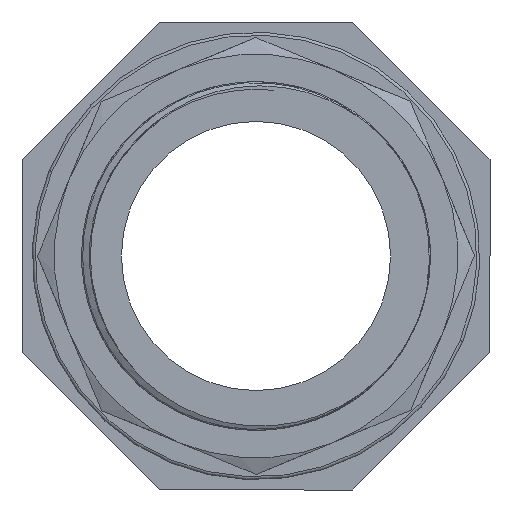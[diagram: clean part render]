
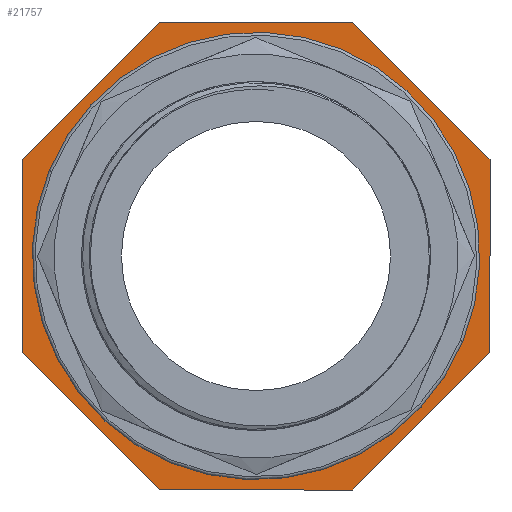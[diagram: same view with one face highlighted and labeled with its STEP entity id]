
A CAD part, left-side view. The second image highlights one B-rep face of the part: STEP entity #21757.
In plain terms, the highlighted planar face has unit normal (-1, 0, 0).
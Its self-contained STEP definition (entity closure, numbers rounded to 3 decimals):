
#689 = CARTESIAN_POINT ( 'NONE',  ( 54.5, 0., 29.807 ) ) ;
#690 = CARTESIAN_POINT ( 'NONE',  ( 54.5, 0., -29.807 ) ) ;
#714 = CARTESIAN_POINT ( 'NONE',  ( 54.5, -40., 16.569 ) ) ;
#757 = CARTESIAN_POINT ( 'NONE',  ( 54.5, -16.569, -40. ) ) ;
#758 = CARTESIAN_POINT ( 'NONE',  ( 54.5, -16.569, 40. ) ) ;
#767 = CARTESIAN_POINT ( 'NONE',  ( 54.5, -40., -16.569 ) ) ;
#768 = CARTESIAN_POINT ( 'NONE',  ( 54.5, 16.569, 40. ) ) ;
#775 = CARTESIAN_POINT ( 'NONE',  ( 54.5, 40., 16.569 ) ) ;
#777 = CARTESIAN_POINT ( 'NONE',  ( 54.5, 40., -16.569 ) ) ;
#781 = CARTESIAN_POINT ( 'NONE',  ( 54.5, 16.569, -40. ) ) ;
#9834 = CARTESIAN_POINT ( 'NONE',  ( 54.5, 0., 0. ) ) ;
#9835 = DIRECTION ( 'NONE',  ( 1., 0., 0. ) ) ;
#9836 = DIRECTION ( 'NONE',  ( 0., 0., -1. ) ) ;
#12373 = CARTESIAN_POINT ( 'NONE',  ( 54.5, 0., 0. ) ) ;
#12374 = DIRECTION ( 'NONE',  ( 1., 0., 0. ) ) ;
#12375 = DIRECTION ( 'NONE',  ( 0., 0., -1. ) ) ;
#12377 = LINE ( 'NONE', #12378, #17955 ) ;
#12378 = CARTESIAN_POINT ( 'NONE',  ( 54.5, 40., 16.569 ) ) ;
#12379 = DIRECTION ( 'NONE',  ( 0., 0., -1. ) ) ;
#12393 = LINE ( 'NONE', #12394, #17957 ) ;
#12394 = CARTESIAN_POINT ( 'NONE',  ( 54.5, 40., -16.569 ) ) ;
#12395 = DIRECTION ( 'NONE',  ( 0., -0.707, -0.707 ) ) ;
#12399 = LINE ( 'NONE', #12400, #17959 ) ;
#12400 = CARTESIAN_POINT ( 'NONE',  ( 54.5, 16.569, -40. ) ) ;
#12401 = DIRECTION ( 'NONE',  ( 0., -1., 0. ) ) ;
#12402 = LINE ( 'NONE', #12416, #17956 ) ;
#12416 = CARTESIAN_POINT ( 'NONE',  ( 54.5, -16.569, -40. ) ) ;
#12417 = DIRECTION ( 'NONE',  ( 0., -0.707, 0.707 ) ) ;
#12421 = LINE ( 'NONE', #12422, #17961 ) ;
#12422 = CARTESIAN_POINT ( 'NONE',  ( 54.5, -40., -16.569 ) ) ;
#12423 = DIRECTION ( 'NONE',  ( 0., 0., 1. ) ) ;
#12438 = LINE ( 'NONE', #12439, #17962 ) ;
#12439 = CARTESIAN_POINT ( 'NONE',  ( 54.5, -40., 16.569 ) ) ;
#12440 = DIRECTION ( 'NONE',  ( 0., 0.707, 0.707 ) ) ;
#12444 = LINE ( 'NONE', #12445, #17964 ) ;
#12445 = CARTESIAN_POINT ( 'NONE',  ( 54.5, -16.569, 40. ) ) ;
#12446 = DIRECTION ( 'NONE',  ( 0., 1., 0. ) ) ;
#12447 = LINE ( 'NONE', #12448, #17965 ) ;
#12448 = CARTESIAN_POINT ( 'NONE',  ( 54.5, 16.569, 40. ) ) ;
#12449 = DIRECTION ( 'NONE',  ( 0., 0.707, -0.707 ) ) ;
#14375 = CARTESIAN_POINT ( 'NONE',  ( 54.5, 29.807, 0. ) ) ;
#14387 = FACE_BOUND ( 'NONE', #18222, .T. ) ;
#14388 = FACE_OUTER_BOUND ( 'NONE', #18223, .T. ) ;
#14389 = PLANE ( 'NONE',  #16526 ) ;
#14391 = DIRECTION ( 'NONE',  ( -1., 0., 0. ) ) ;
#14392 = DIRECTION ( 'NONE',  ( 0., 0., 1. ) ) ;
#16507 = CIRCLE ( 'NONE', #16509, 29.807 ) ;
#16509 = AXIS2_PLACEMENT_3D ( 'NONE', #9834, #9835, #9836 ) ;
#16526 = AXIS2_PLACEMENT_3D ( 'NONE', #14375, #14391, #14392 ) ;
#17948 = CIRCLE ( 'NONE', #17954, 29.807 ) ;
#17954 = AXIS2_PLACEMENT_3D ( 'NONE', #12373, #12374, #12375 ) ;
#17955 = VECTOR ( 'NONE', #12379, 1000. ) ;
#17956 = VECTOR ( 'NONE', #12417, 1000. ) ;
#17957 = VECTOR ( 'NONE', #12395, 1000. ) ;
#17959 = VECTOR ( 'NONE', #12401, 1000. ) ;
#17961 = VECTOR ( 'NONE', #12423, 1000. ) ;
#17962 = VECTOR ( 'NONE', #12440, 1000. ) ;
#17964 = VECTOR ( 'NONE', #12446, 1000. ) ;
#17965 = VECTOR ( 'NONE', #12449, 1000. ) ;
#18222 = EDGE_LOOP ( 'NONE', ( #21230, #21229 ) ) ;
#18223 = EDGE_LOOP ( 'NONE', ( #21228, #21227, #21226, #21225, #21224, #21223, #21222, #21221 ) ) ;
#20889 = VERTEX_POINT ( 'NONE', #689 ) ;
#20890 = VERTEX_POINT ( 'NONE', #690 ) ;
#20914 = VERTEX_POINT ( 'NONE', #714 ) ;
#20957 = VERTEX_POINT ( 'NONE', #757 ) ;
#20958 = VERTEX_POINT ( 'NONE', #758 ) ;
#20967 = VERTEX_POINT ( 'NONE', #767 ) ;
#20968 = VERTEX_POINT ( 'NONE', #768 ) ;
#20975 = VERTEX_POINT ( 'NONE', #775 ) ;
#20977 = VERTEX_POINT ( 'NONE', #777 ) ;
#20981 = VERTEX_POINT ( 'NONE', #781 ) ;
#21221 = ORIENTED_EDGE ( 'NONE', *, *, #21897, .T. ) ;
#21222 = ORIENTED_EDGE ( 'NONE', *, *, #21896, .T. ) ;
#21223 = ORIENTED_EDGE ( 'NONE', *, *, #21894, .T. ) ;
#21224 = ORIENTED_EDGE ( 'NONE', *, *, #21892, .T. ) ;
#21225 = ORIENTED_EDGE ( 'NONE', *, *, #21890, .T. ) ;
#21226 = ORIENTED_EDGE ( 'NONE', *, *, #21888, .T. ) ;
#21227 = ORIENTED_EDGE ( 'NONE', *, *, #21886, .T. ) ;
#21228 = ORIENTED_EDGE ( 'NONE', *, *, #21884, .T. ) ;
#21229 = ORIENTED_EDGE ( 'NONE', *, *, #21882, .T. ) ;
#21230 = ORIENTED_EDGE ( 'NONE', *, *, #21727, .T. ) ;
#21727 = EDGE_CURVE ( 'NONE', #20890, #20889, #16507, .T. ) ;
#21757 = ADVANCED_FACE ( 'NONE', ( #14387, #14388 ), #14389, .T. ) ;
#21882 = EDGE_CURVE ( 'NONE', #20889, #20890, #17948, .T. ) ;
#21884 = EDGE_CURVE ( 'NONE', #20975, #20977, #12377, .T. ) ;
#21886 = EDGE_CURVE ( 'NONE', #20977, #20981, #12393, .T. ) ;
#21888 = EDGE_CURVE ( 'NONE', #20981, #20957, #12399, .T. ) ;
#21890 = EDGE_CURVE ( 'NONE', #20957, #20967, #12402, .T. ) ;
#21892 = EDGE_CURVE ( 'NONE', #20967, #20914, #12421, .T. ) ;
#21894 = EDGE_CURVE ( 'NONE', #20914, #20958, #12438, .T. ) ;
#21896 = EDGE_CURVE ( 'NONE', #20958, #20968, #12444, .T. ) ;
#21897 = EDGE_CURVE ( 'NONE', #20968, #20975, #12447, .T. ) ;
